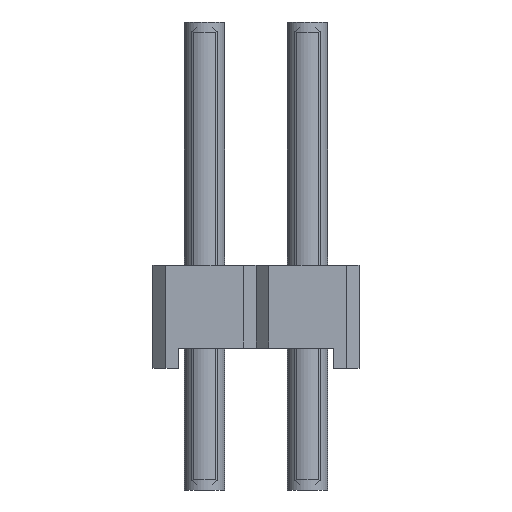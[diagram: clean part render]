
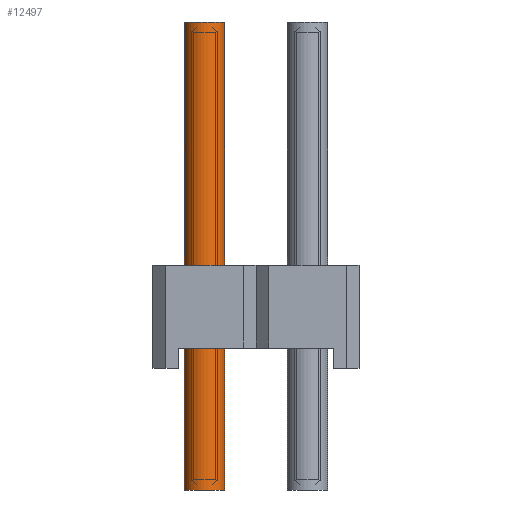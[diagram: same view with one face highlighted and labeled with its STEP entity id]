
A CAD part, left-side view. The second image highlights one B-rep face of the part: STEP entity #12497.
In plain terms, the highlighted cylindrical face has radius 0.5 mm (diameter 1 mm), a full revolution.
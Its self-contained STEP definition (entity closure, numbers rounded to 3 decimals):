
#239=CIRCLE('',#13176,0.5);
#240=CIRCLE('',#13177,0.5);
#684=CYLINDRICAL_SURFACE('',#13175,0.5);
#1013=ORIENTED_EDGE('',*,*,#4699,.F.);
#1014=ORIENTED_EDGE('',*,*,#4700,.T.);
#4699=EDGE_CURVE('',#6551,#6551,#239,.T.);
#4700=EDGE_CURVE('',#6552,#6552,#240,.T.);
#6551=VERTEX_POINT('',#18058);
#6552=VERTEX_POINT('',#18060);
#10619=EDGE_LOOP('',(#1013));
#10620=EDGE_LOOP('',(#1014));
#11355=FACE_BOUND('',#10619,.T.);
#11356=FACE_BOUND('',#10620,.T.);
#12497=ADVANCED_FACE('',(#11355,#11356),#684,.F.);
#13175=AXIS2_PLACEMENT_3D('',#18056,#14375,#14376);
#13176=AXIS2_PLACEMENT_3D('',#18057,#14377,#14378);
#13177=AXIS2_PLACEMENT_3D('',#18059,#14379,#14380);
#14375=DIRECTION('',(0.,0.,1.));
#14376=DIRECTION('',(1.,0.,0.));
#14377=DIRECTION('',(0.,0.,-1.));
#14378=DIRECTION('',(1.,0.,0.));
#14379=DIRECTION('',(0.,0.,-1.));
#14380=DIRECTION('',(1.,0.,0.));
#18056=CARTESIAN_POINT('',(0.,0.,0.));
#18057=CARTESIAN_POINT('',(0.,0.,11.54));
#18058=CARTESIAN_POINT('',(0.5,0.,11.54));
#18059=CARTESIAN_POINT('',(0.,0.,0.));
#18060=CARTESIAN_POINT('',(0.5,0.,0.));
